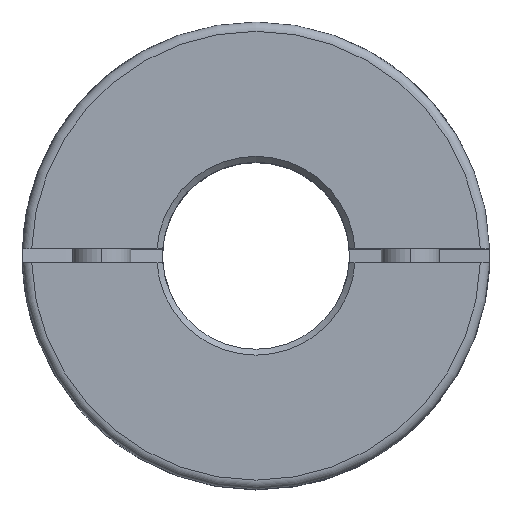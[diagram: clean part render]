
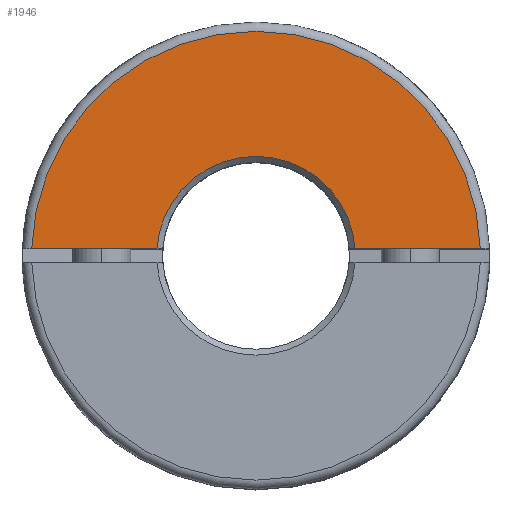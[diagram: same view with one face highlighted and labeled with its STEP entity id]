
A CAD part, top view. The second image highlights one B-rep face of the part: STEP entity #1946.
In plain terms, the highlighted planar face has unit normal (0, 0, 1).
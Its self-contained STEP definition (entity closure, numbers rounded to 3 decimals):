
#127 = CARTESIAN_POINT ( 'NONE',  ( 8.479, 0.6, 19.5 ) ) ;
#234 = EDGE_LOOP ( 'NONE', ( #4643, #4431, #6635, #3244 ) ) ;
#364 = DIRECTION ( 'NONE',  ( 1., 0., 0. ) ) ;
#491 = CARTESIAN_POINT ( 'NONE',  ( 0., 0., 19.5 ) ) ;
#570 = VECTOR ( 'NONE', #2311, 1000. ) ;
#621 = AXIS2_PLACEMENT_3D ( 'NONE', #491, #2719, #2842 ) ;
#660 = CARTESIAN_POINT ( 'NONE',  ( -19.191, 0.6, 19.5 ) ) ;
#919 = AXIS2_PLACEMENT_3D ( 'NONE', #3764, #3098, #364 ) ;
#1062 = CARTESIAN_POINT ( 'NONE',  ( 0., 0.6, 19.5 ) ) ;
#1264 = LINE ( 'NONE', #7654, #2170 ) ;
#1288 = EDGE_CURVE ( 'NONE', #5883, #7327, #1264, .T. ) ;
#1714 = CIRCLE ( 'NONE', #7439, 8.5 ) ;
#1734 = LINE ( 'NONE', #1062, #570 ) ;
#1803 = CARTESIAN_POINT ( 'NONE',  ( -8.479, 0.6, 19.5 ) ) ;
#1892 = DIRECTION ( 'NONE',  ( -1., 0., 0. ) ) ;
#1946 = ADVANCED_FACE ( 'NONE', ( #7302 ), #3266, .T. ) ;
#2170 = VECTOR ( 'NONE', #1892, 1000. ) ;
#2311 = DIRECTION ( 'NONE',  ( -1., 0., 0. ) ) ;
#2719 = DIRECTION ( 'NONE',  ( 0., 0., 1. ) ) ;
#2842 = DIRECTION ( 'NONE',  ( 1., 0., 0. ) ) ;
#2973 = CIRCLE ( 'NONE', #621, 19.2 ) ;
#3098 = DIRECTION ( 'NONE',  ( 0., 0., 1. ) ) ;
#3244 = ORIENTED_EDGE ( 'NONE', *, *, #6732, .T. ) ;
#3266 = PLANE ( 'NONE',  #919 ) ;
#3533 = CARTESIAN_POINT ( 'NONE',  ( 19.191, 0.6, 19.5 ) ) ;
#3764 = CARTESIAN_POINT ( 'NONE',  ( 0., 0., 19.5 ) ) ;
#3907 = VERTEX_POINT ( 'NONE', #3533 ) ;
#4193 = EDGE_CURVE ( 'NONE', #3907, #6738, #1734, .T. ) ;
#4431 = ORIENTED_EDGE ( 'NONE', *, *, #6147, .T. ) ;
#4643 = ORIENTED_EDGE ( 'NONE', *, *, #4193, .F. ) ;
#5683 = CARTESIAN_POINT ( 'NONE',  ( 0., 0., 19.5 ) ) ;
#5883 = VERTEX_POINT ( 'NONE', #1803 ) ;
#6147 = EDGE_CURVE ( 'NONE', #3907, #7327, #2973, .T. ) ;
#6635 = ORIENTED_EDGE ( 'NONE', *, *, #1288, .F. ) ;
#6695 = DIRECTION ( 'NONE',  ( 0., 0., -1. ) ) ;
#6732 = EDGE_CURVE ( 'NONE', #5883, #6738, #1714, .T. ) ;
#6738 = VERTEX_POINT ( 'NONE', #127 ) ;
#7302 = FACE_OUTER_BOUND ( 'NONE', #234, .T. ) ;
#7324 = DIRECTION ( 'NONE',  ( 1., 0., 0. ) ) ;
#7327 = VERTEX_POINT ( 'NONE', #660 ) ;
#7439 = AXIS2_PLACEMENT_3D ( 'NONE', #5683, #6695, #7324 ) ;
#7654 = CARTESIAN_POINT ( 'NONE',  ( 0., 0.6, 19.5 ) ) ;
